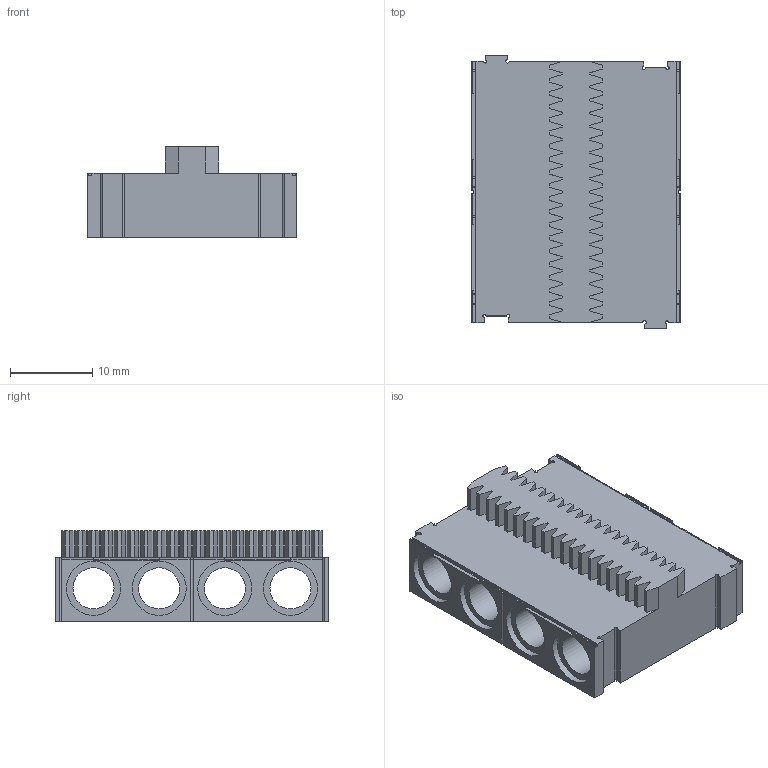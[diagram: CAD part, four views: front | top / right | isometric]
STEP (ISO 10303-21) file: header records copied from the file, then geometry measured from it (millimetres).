
FILE_DESCRIPTION(('Open CASCADE Model'),'2;1');
FILE_NAME('Open CASCADE Shape Model','2024-11-13T16:26:53',('Author'),( 'Open CASCADE'),'Open CASCADE STEP processor 7.7','Open CASCADE 7.7' ,'Unknown');
FILE_SCHEMA(('AUTOMOTIVE_DESIGN { 1 0 10303 214 1 1 1 1 }'));
Length unit declared in the file: millimetre
Products named in the file (1): Open CASCADE STEP translator 7.7 13
Bounding box: 25.4 x 33.2 x 11 mm (x, y, z)
Volume: 4034.3 mm3; surface area: 4648.7 mm2
Topology: 1 solids, 1 shells, 418 faces, 1212 edges, 808 vertices
Faces by surface type: plane 384, cylinder 34
Full cylindrical faces by diameter (mm): 5 x8, 6.6 x8
Entity records: 29406 total; most frequent: CARTESIAN_POINT 4983, DIRECTION 4526, LINE 3492, VECTOR 3492, ORIENTED_EDGE 2424, PCURVE 2424, DEFINITIONAL_REPRESENTATION 2424, EDGE_CURVE 1212
